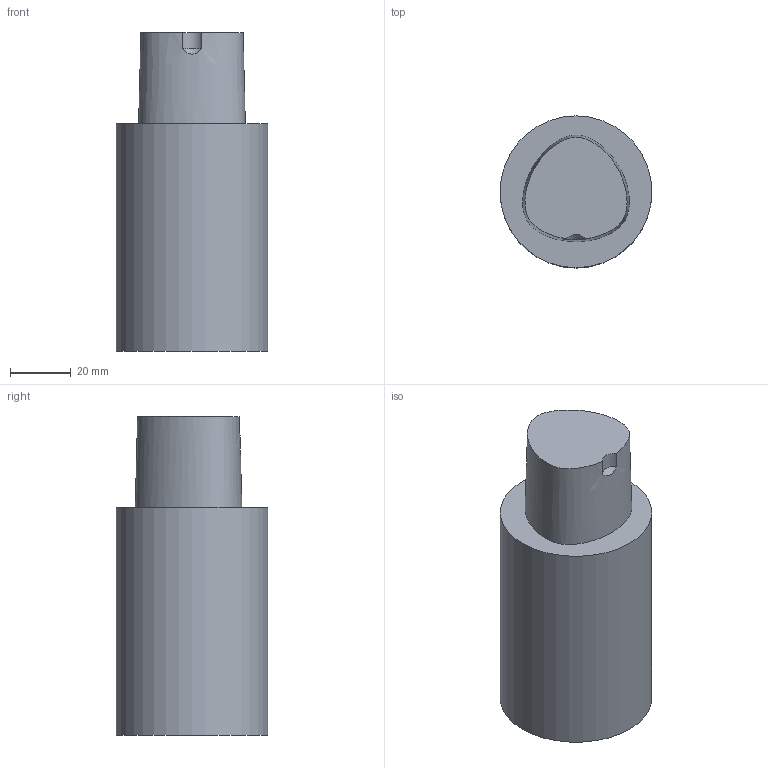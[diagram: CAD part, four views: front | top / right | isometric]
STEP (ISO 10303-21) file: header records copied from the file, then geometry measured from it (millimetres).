
FILE_DESCRIPTION((''),'1');
FILE_NAME('C5-S50-75.stp','2020-06-09T01:03:26',(''),(''),'Spatial Interop R21 SP3','Kubotek KeyCreator 2011 V10.0.2 (22737)',' ');
FILE_SCHEMA(('automotive_design'));
Length unit declared in the file: millimetre
Products named in the file (1): 240[2]
Bounding box: 50 x 50 x 105 mm (x, y, z)
Volume: 174499.3 mm3; surface area: 18871.7 mm2
Topology: 1 solids, 1 shells, 7 faces, 12 edges, 8 vertices
Faces by surface type: plane 3, cylinder 2, cone 1, bspline 1
Full cylindrical faces by diameter (mm): 50 x1
Entity records: 871 total; most frequent: CARTESIAN_POINT 583, PRESENTATION_STYLE_ASSIGNMENT 27, COLOUR_RGB 27, DIRECTION 22, ORIENTED_EDGE 22, STYLED_ITEM 19, CURVE_STYLE 19, DRAUGHTING_PRE_DEFINED_CURVE_FONT 19
